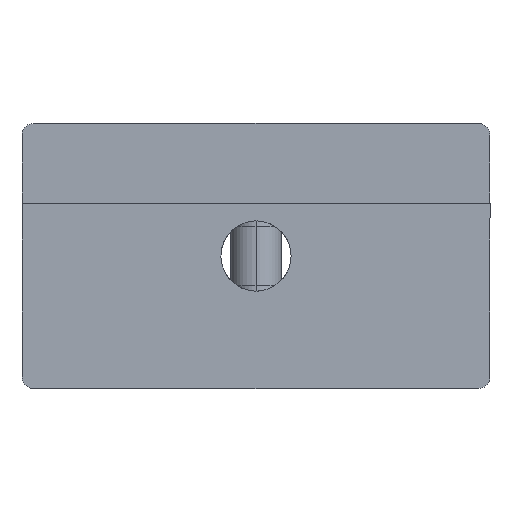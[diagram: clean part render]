
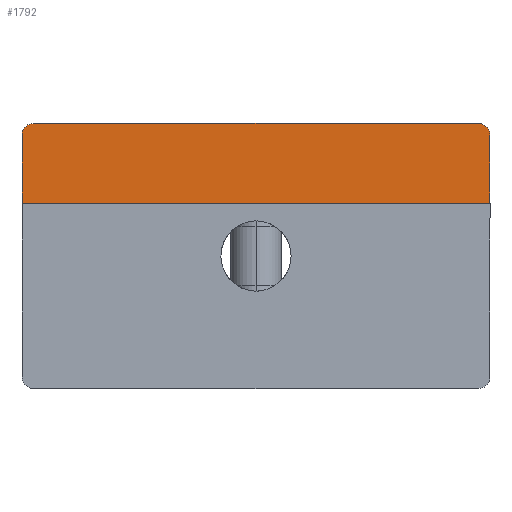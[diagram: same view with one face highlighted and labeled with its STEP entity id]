
A CAD part, left-side view. The second image highlights one B-rep face of the part: STEP entity #1792.
In plain terms, the highlighted cylindrical face has radius 500000 mm (diameter 1e+06 mm), a partial arc.
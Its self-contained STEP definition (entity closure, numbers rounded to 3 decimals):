
#51 = CARTESIAN_POINT ( 'NONE',  ( -55., 28.983, 16.923 ) ) ;
#89 = B_SPLINE_CURVE_WITH_KNOTS ( 'NONE', 3,
 ( #537, #2507, #833, #793, #51, #2431, #1409, #282, #1750, #1250, #212, #3187, #2375, #2623 ),
 .UNSPECIFIED., .F., .F.,
 ( 4, 2, 2, 2, 2, 2, 4 ),
 ( 0., 0., 0.001, 0.001, 0.001, 0.002, 0.002 ),
 .UNSPECIFIED. ) ;
#187 = VECTOR ( 'NONE', #714, 1000. ) ;
#212 = CARTESIAN_POINT ( 'NONE',  ( -55., 29.81, 16.255 ) ) ;
#218 = CARTESIAN_POINT ( 'NONE',  ( -55., -29.802, 16.251 ) ) ;
#230 = CARTESIAN_POINT ( 'NONE',  ( -55., 28.5, 17. ) ) ;
#254 = CARTESIAN_POINT ( 'NONE',  ( -55., -29.952, 15.888 ) ) ;
#278 = VERTEX_POINT ( 'NONE', #3162 ) ;
#282 = CARTESIAN_POINT ( 'NONE',  ( -55., 29.414, 16.693 ) ) ;
#301 = CIRCLE ( 'NONE', #1725, 500000. ) ;
#407 = CARTESIAN_POINT ( 'NONE',  ( -55., 30., 15.5 ) ) ;
#458 = AXIS2_PLACEMENT_3D ( 'NONE', #1069, #2624, #1918 ) ;
#485 = CARTESIAN_POINT ( 'NONE',  ( -55., -28.5, 17. ) ) ;
#529 = DIRECTION ( 'NONE',  ( 0., 1., 0. ) ) ;
#537 = CARTESIAN_POINT ( 'NONE',  ( -55., 28.5, 17. ) ) ;
#538 = CARTESIAN_POINT ( 'NONE',  ( -55., -29.63, 16.491 ) ) ;
#592 = DIRECTION ( 'NONE',  ( 0., 0., 1. ) ) ;
#644 = VERTEX_POINT ( 'NONE', #407 ) ;
#714 = DIRECTION ( 'NONE',  ( 0., -1., 0. ) ) ;
#757 = EDGE_CURVE ( 'NONE', #278, #644, #1948, .T. ) ;
#758 = CARTESIAN_POINT ( 'NONE',  ( -55., -29.923, 15.983 ) ) ;
#762 = EDGE_CURVE ( 'NONE', #2616, #1698, #301, .T. ) ;
#793 = CARTESIAN_POINT ( 'NONE',  ( -55., 28.888, 16.952 ) ) ;
#806 = ORIENTED_EDGE ( 'NONE', *, *, #1088, .T. ) ;
#833 = CARTESIAN_POINT ( 'NONE',  ( -55., 28.696, 16.99 ) ) ;
#856 = CARTESIAN_POINT ( 'NONE',  ( -500055., -30., 0. ) ) ;
#944 = AXIS2_PLACEMENT_3D ( 'NONE', #1623, #1311, #592 ) ;
#998 = CARTESIAN_POINT ( 'NONE',  ( -55., -30., 15.5 ) ) ;
#1038 = EDGE_LOOP ( 'NONE', ( #1483, #1655, #1145, #1116, #3361, #806 ) ) ;
#1069 = CARTESIAN_POINT ( 'NONE',  ( -500055., 30., 0. ) ) ;
#1088 = EDGE_CURVE ( 'NONE', #278, #1698, #2454, .T. ) ;
#1116 = ORIENTED_EDGE ( 'NONE', *, *, #3122, .T. ) ;
#1145 = ORIENTED_EDGE ( 'NONE', *, *, #1637, .T. ) ;
#1156 = EDGE_CURVE ( 'NONE', #2616, #2924, #2423, .T. ) ;
#1236 = LINE ( 'NONE', #2335, #1953 ) ;
#1250 = CARTESIAN_POINT ( 'NONE',  ( -55., 29.699, 16.423 ) ) ;
#1276 = CARTESIAN_POINT ( 'NONE',  ( -55., -30., 15.5 ) ) ;
#1311 = DIRECTION ( 'NONE',  ( 0., 1., 0. ) ) ;
#1409 = CARTESIAN_POINT ( 'NONE',  ( -55., 29.251, 16.802 ) ) ;
#1483 = ORIENTED_EDGE ( 'NONE', *, *, #762, .F. ) ;
#1623 = CARTESIAN_POINT ( 'NONE',  ( -500055., -39., 0. ) ) ;
#1637 = EDGE_CURVE ( 'NONE', #2924, #2610, #1236, .T. ) ;
#1655 = ORIENTED_EDGE ( 'NONE', *, *, #1156, .T. ) ;
#1698 = VERTEX_POINT ( 'NONE', #2047 ) ;
#1705 = CARTESIAN_POINT ( 'NONE',  ( -55., -28.5, 17. ) ) ;
#1725 = AXIS2_PLACEMENT_3D ( 'NONE', #856, #529, #1901 ) ;
#1750 = CARTESIAN_POINT ( 'NONE',  ( -55., 29.491, 16.63 ) ) ;
#1792 = ADVANCED_FACE ( 'NONE', ( #2603 ), #2432, .F. ) ;
#1804 = CARTESIAN_POINT ( 'NONE',  ( -55., -29.848, 16.165 ) ) ;
#1823 = CARTESIAN_POINT ( 'NONE',  ( -55., -29.423, 16.698 ) ) ;
#1901 = DIRECTION ( 'NONE',  ( -1., 0., 0. ) ) ;
#1918 = DIRECTION ( 'NONE',  ( 1., 0., 0. ) ) ;
#1948 = CIRCLE ( 'NONE', #458, 500000. ) ;
#1953 = VECTOR ( 'NONE', #2821, 1000. ) ;
#2047 = CARTESIAN_POINT ( 'NONE',  ( -55., -30., 6.75 ) ) ;
#2335 = CARTESIAN_POINT ( 'NONE',  ( -55., -50., 17. ) ) ;
#2345 = CARTESIAN_POINT ( 'NONE',  ( -55., -29.693, 16.414 ) ) ;
#2375 = CARTESIAN_POINT ( 'NONE',  ( -55., 30., 15.698 ) ) ;
#2423 = B_SPLINE_CURVE_WITH_KNOTS ( 'NONE', 3,
 ( #998, #3119, #2882, #254, #758, #1804, #218, #2345, #538, #1823, #3070, #3391, #2576, #485 ),
 .UNSPECIFIED., .F., .F.,
 ( 4, 2, 2, 2, 2, 2, 4 ),
 ( 0., 0., 0.001, 0.001, 0.001, 0.002, 0.002 ),
 .UNSPECIFIED. ) ;
#2431 = CARTESIAN_POINT ( 'NONE',  ( -55., 29.165, 16.848 ) ) ;
#2432 = CYLINDRICAL_SURFACE ( 'NONE', #944, 500000. ) ;
#2454 = LINE ( 'NONE', #3054, #187 ) ;
#2507 = CARTESIAN_POINT ( 'NONE',  ( -55., 28.599, 17. ) ) ;
#2576 = CARTESIAN_POINT ( 'NONE',  ( -55., -28.698, 17. ) ) ;
#2603 = FACE_OUTER_BOUND ( 'NONE', #1038, .T. ) ;
#2610 = VERTEX_POINT ( 'NONE', #230 ) ;
#2616 = VERTEX_POINT ( 'NONE', #1276 ) ;
#2623 = CARTESIAN_POINT ( 'NONE',  ( -55., 30., 15.5 ) ) ;
#2624 = DIRECTION ( 'NONE',  ( 0., -1., 0. ) ) ;
#2821 = DIRECTION ( 'NONE',  ( 0., 1., 0. ) ) ;
#2882 = CARTESIAN_POINT ( 'NONE',  ( -55., -29.99, 15.696 ) ) ;
#2924 = VERTEX_POINT ( 'NONE', #1705 ) ;
#3054 = CARTESIAN_POINT ( 'NONE',  ( -55., -39., 6.75 ) ) ;
#3070 = CARTESIAN_POINT ( 'NONE',  ( -55., -29.256, 16.81 ) ) ;
#3119 = CARTESIAN_POINT ( 'NONE',  ( -55., -30., 15.599 ) ) ;
#3122 = EDGE_CURVE ( 'NONE', #2610, #644, #89, .T. ) ;
#3162 = CARTESIAN_POINT ( 'NONE',  ( -55., 30., 6.75 ) ) ;
#3187 = CARTESIAN_POINT ( 'NONE',  ( -55., 29.96, 15.895 ) ) ;
#3361 = ORIENTED_EDGE ( 'NONE', *, *, #757, .F. ) ;
#3391 = CARTESIAN_POINT ( 'NONE',  ( -55., -28.895, 16.96 ) ) ;
